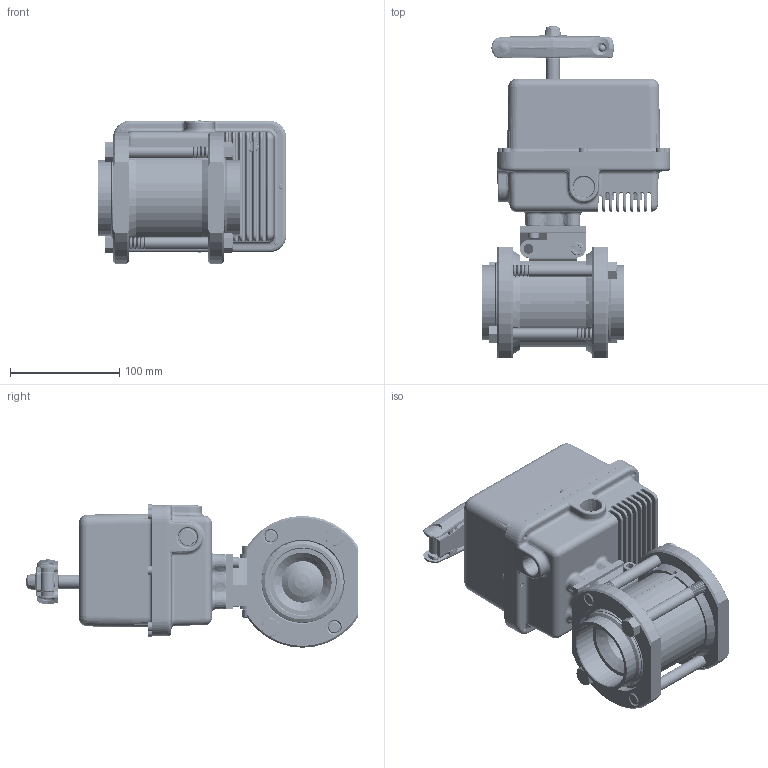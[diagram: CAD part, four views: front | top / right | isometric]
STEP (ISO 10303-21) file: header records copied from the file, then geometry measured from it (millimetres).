
FILE_DESCRIPTION (( 'STEP AP203' ), '1' );
FILE_NAME ('23XXSWS600.step', '2018-03-22T15:50:17', ( '' ), ( '' ), 'SwSTEP 2.0', 'SolidWorks 2017', '' );
FILE_SCHEMA (( 'CONFIG_CONTROL_DESIGN' ));
Length unit declared in the file: inch
Products named in the file (1): 23XXSWS600
Bounding box: 172.83 x 304.05 x 131.36 mm (x, y, z)
Volume: 1161175.4 mm3; surface area: 451645.5 mm2
Topology: 34 solids, 35 shells, 3924 faces, 9655 edges, 5839 vertices
Faces by surface type: cone 1345, cylinder 1079, plane 871, bspline 448, torus 131, sphere 50
Entity records: 145387 total; most frequent: CARTESIAN_POINT 56274, ORIENTED_EDGE 19152, DIRECTION 18471, EDGE_CURVE 9576, AXIS2_PLACEMENT_3D 7246, VERTEX_POINT 5830, EDGE_LOOP 4148, LINE 3979
